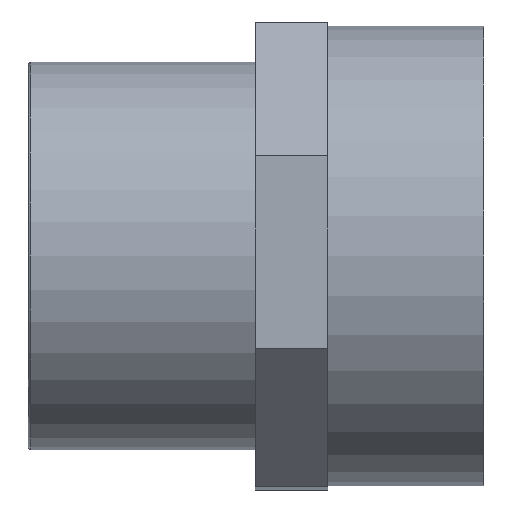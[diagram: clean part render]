
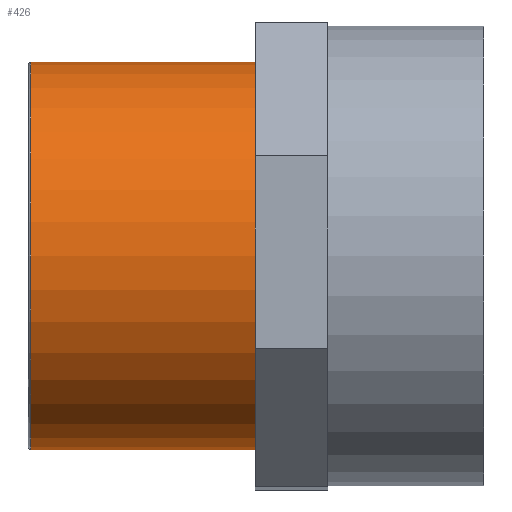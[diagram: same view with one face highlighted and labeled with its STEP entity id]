
A CAD part, front view. The second image highlights one B-rep face of the part: STEP entity #426.
In plain terms, the highlighted cylindrical face has radius 37.5 mm (diameter 75 mm), a full revolution.
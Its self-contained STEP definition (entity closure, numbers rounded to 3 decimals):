
#42=CYLINDRICAL_SURFACE('',#460,37.5);
#50=FACE_BOUND('',#116,.T.);
#61=CIRCLE('',#456,37.5);
#64=CIRCLE('',#461,37.5);
#85=FACE_OUTER_BOUND('',#115,.T.);
#115=EDGE_LOOP('',(#325));
#116=EDGE_LOOP('',(#326));
#208=VERTEX_POINT('',#628);
#211=VERTEX_POINT('',#636);
#257=EDGE_CURVE('',#208,#208,#61,.T.);
#260=EDGE_CURVE('',#211,#211,#64,.T.);
#325=ORIENTED_EDGE('',*,*,#260,.T.);
#326=ORIENTED_EDGE('',*,*,#257,.F.);
#426=ADVANCED_FACE('',(#85,#50),#42,.T.);
#456=AXIS2_PLACEMENT_3D('',#629,#526,#527);
#460=AXIS2_PLACEMENT_3D('',#635,#534,#535);
#461=AXIS2_PLACEMENT_3D('',#637,#536,#537);
#526=DIRECTION('center_axis',(-1.,0.,0.));
#527=DIRECTION('ref_axis',(0.,1.,0.));
#534=DIRECTION('center_axis',(-1.,0.,0.));
#535=DIRECTION('ref_axis',(0.,-1.,0.));
#536=DIRECTION('center_axis',(-1.,0.,0.));
#537=DIRECTION('ref_axis',(0.,0.,1.));
#628=CARTESIAN_POINT('',(2.101,-8.,0.));
#629=CARTESIAN_POINT('Origin',(2.101,29.5,0.));
#635=CARTESIAN_POINT('Origin',(23.601,29.5,0.));
#636=CARTESIAN_POINT('',(45.601,-8.,0.));
#637=CARTESIAN_POINT('Origin',(45.601,29.5,0.));
